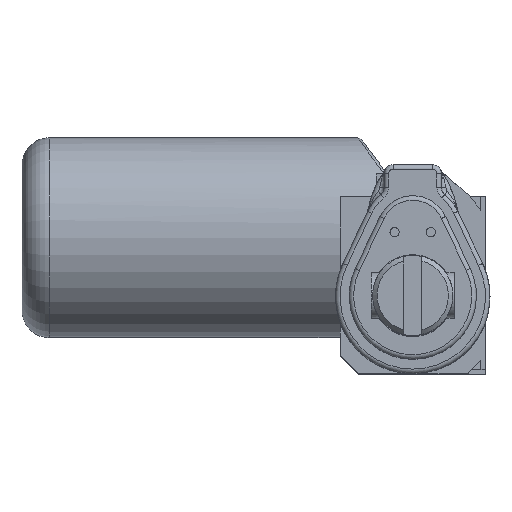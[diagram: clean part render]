
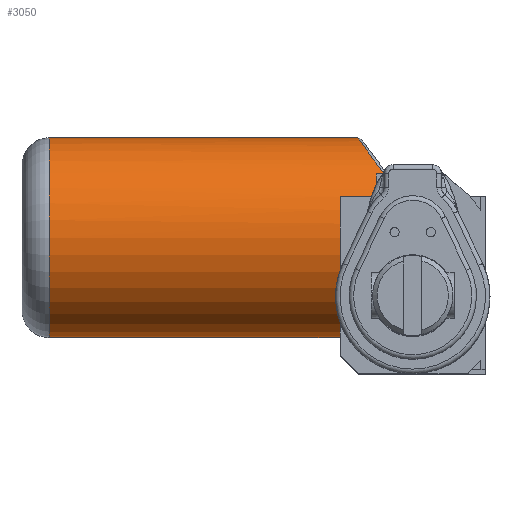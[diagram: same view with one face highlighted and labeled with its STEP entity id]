
A CAD part, top view. The second image highlights one B-rep face of the part: STEP entity #3050.
In plain terms, the highlighted cylindrical face has radius 34.925 mm (diameter 69.85 mm), a full revolution.
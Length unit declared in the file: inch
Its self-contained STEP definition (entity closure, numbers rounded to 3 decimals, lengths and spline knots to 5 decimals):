
#17=ELLIPSE('',#3324,1.69104,1.375);
#20=ELLIPSE('',#3332,2.01764,1.375);
#85=B_SPLINE_CURVE_WITH_KNOTS('',3,(#5694,#5695,#5696,#5697,#5698),
 .UNSPECIFIED.,.F.,.F.,(4,1,4),(0.,0.13616,0.3177),
 .UNSPECIFIED.);
#89=B_SPLINE_CURVE_WITH_KNOTS('',3,(#5843,#5844,#5845,#5846,#5847,#5848),
 .UNSPECIFIED.,.F.,.F.,(4,2,4),(2.46011,2.55933,2.57602),
 .UNSPECIFIED.);
#186=CYLINDRICAL_SURFACE('',#3356,1.375);
#332=LINE('',#5819,#537);
#337=LINE('',#5837,#542);
#338=LINE('',#5840,#543);
#339=LINE('',#5842,#544);
#340=LINE('',#5849,#545);
#341=LINE('',#5850,#546);
#537=VECTOR('',#4026,0.03937);
#542=VECTOR('',#4043,1.375);
#543=VECTOR('',#4046,0.03937);
#544=VECTOR('',#4047,0.03937);
#545=VECTOR('',#4048,0.03937);
#546=VECTOR('',#4049,0.03937);
#742=FACE_OUTER_BOUND('',#946,.T.);
#946=EDGE_LOOP('',(#2472,#2473,#2474,#2475,#2476,#2477,#2478,#2479,#2480,
#2481,#2482,#2483,#2484,#2485,#2486,#2487,#2488));
#1111=CIRCLE('',#3322,1.375);
#1112=CIRCLE('',#3323,1.375);
#1125=CIRCLE('',#3347,1.375);
#1128=CIRCLE('',#3355,1.375);
#1129=CIRCLE('',#3357,1.375);
#1130=CIRCLE('',#3358,1.375);
#1354=VERTEX_POINT('',#5618);
#1355=VERTEX_POINT('',#5620);
#1356=VERTEX_POINT('',#5658);
#1357=VERTEX_POINT('',#5659);
#1360=VERTEX_POINT('',#5693);
#1367=VERTEX_POINT('',#5736);
#1368=VERTEX_POINT('',#5749);
#1378=VERTEX_POINT('',#5778);
#1381=VERTEX_POINT('',#5792);
#1391=VERTEX_POINT('',#5817);
#1393=VERTEX_POINT('',#5825);
#1394=VERTEX_POINT('',#5826);
#1398=VERTEX_POINT('',#5836);
#1399=VERTEX_POINT('',#5838);
#1400=VERTEX_POINT('',#5841);
#1724=EDGE_CURVE('',#1354,#1355,#1111,.T.);
#1725=EDGE_CURVE('',#1355,#1354,#1112,.T.);
#1726=EDGE_CURVE('',#1356,#1357,#17,.T.);
#1731=EDGE_CURVE('',#1360,#1356,#85,.T.);
#1739=EDGE_CURVE('',#1367,#1368,#20,.T.);
#1756=EDGE_CURVE('',#1381,#1378,#1125,.T.);
#1768=EDGE_CURVE('',#1381,#1391,#332,.T.);
#1771=EDGE_CURVE('',#1393,#1394,#1128,.T.);
#1776=EDGE_CURVE('',#1355,#1398,#337,.T.);
#1777=EDGE_CURVE('',#1399,#1398,#1129,.T.);
#1778=EDGE_CURVE('',#1394,#1399,#338,.T.);
#1779=EDGE_CURVE('',#1400,#1393,#339,.T.);
#1780=EDGE_CURVE('',#1357,#1400,#89,.T.);
#1781=EDGE_CURVE('',#1368,#1360,#340,.T.);
#1782=EDGE_CURVE('',#1378,#1367,#341,.T.);
#1783=EDGE_CURVE('',#1398,#1391,#1130,.T.);
#2472=ORIENTED_EDGE('',*,*,#1724,.F.);
#2473=ORIENTED_EDGE('',*,*,#1725,.F.);
#2474=ORIENTED_EDGE('',*,*,#1776,.T.);
#2475=ORIENTED_EDGE('',*,*,#1777,.F.);
#2476=ORIENTED_EDGE('',*,*,#1778,.F.);
#2477=ORIENTED_EDGE('',*,*,#1771,.F.);
#2478=ORIENTED_EDGE('',*,*,#1779,.F.);
#2479=ORIENTED_EDGE('',*,*,#1780,.F.);
#2480=ORIENTED_EDGE('',*,*,#1726,.F.);
#2481=ORIENTED_EDGE('',*,*,#1731,.F.);
#2482=ORIENTED_EDGE('',*,*,#1781,.F.);
#2483=ORIENTED_EDGE('',*,*,#1739,.F.);
#2484=ORIENTED_EDGE('',*,*,#1782,.F.);
#2485=ORIENTED_EDGE('',*,*,#1756,.F.);
#2486=ORIENTED_EDGE('',*,*,#1768,.T.);
#2487=ORIENTED_EDGE('',*,*,#1783,.F.);
#2488=ORIENTED_EDGE('',*,*,#1776,.F.);
#3050=ADVANCED_FACE('',(#742),#186,.T.);
#3322=AXIS2_PLACEMENT_3D('',#5621,#3947,#3948);
#3323=AXIS2_PLACEMENT_3D('',#5622,#3949,#3950);
#3324=AXIS2_PLACEMENT_3D('',#5660,#3951,#3952);
#3332=AXIS2_PLACEMENT_3D('',#5750,#3971,#3972);
#3347=AXIS2_PLACEMENT_3D('',#5794,#4007,#4008);
#3355=AXIS2_PLACEMENT_3D('',#5827,#4035,#4036);
#3356=AXIS2_PLACEMENT_3D('',#5835,#4041,#4042);
#3357=AXIS2_PLACEMENT_3D('',#5839,#4044,#4045);
#3358=AXIS2_PLACEMENT_3D('',#5851,#4050,#4051);
#3947=DIRECTION('center_axis',(-1.,0.,0.));
#3948=DIRECTION('ref_axis',(0.,0.,-1.));
#3949=DIRECTION('center_axis',(-1.,0.,0.));
#3950=DIRECTION('ref_axis',(0.,0.,-1.));
#3951=DIRECTION('center_axis',(0.813,0.582,0.));
#3952=DIRECTION('ref_axis',(-0.582,0.813,0.));
#3971=DIRECTION('center_axis',(0.681,0.732,0.));
#3972=DIRECTION('ref_axis',(-0.732,0.681,0.));
#4007=DIRECTION('center_axis',(1.,0.,0.));
#4008=DIRECTION('ref_axis',(0.,0.209,-0.978));
#4026=DIRECTION('',(-1.,0.,0.));
#4035=DIRECTION('center_axis',(1.,0.,0.));
#4036=DIRECTION('ref_axis',(0.,0.409,-0.912));
#4041=DIRECTION('center_axis',(-1.,0.,0.));
#4042=DIRECTION('ref_axis',(0.,0.,-1.));
#4043=DIRECTION('',(1.,0.,0.));
#4044=DIRECTION('center_axis',(1.,0.,0.));
#4045=DIRECTION('ref_axis',(0.,0.,-1.));
#4046=DIRECTION('',(-1.,0.,0.));
#4047=DIRECTION('',(-1.,0.,0.));
#4048=DIRECTION('',(-1.,0.,0.));
#4049=DIRECTION('',(-1.,0.,0.));
#4050=DIRECTION('center_axis',(1.,0.,0.));
#4051=DIRECTION('ref_axis',(0.,0.,-1.));
#5618=CARTESIAN_POINT('',(1.3532,0.14634,-6.02744));
#5620=CARTESIAN_POINT('',(1.3532,0.14634,-3.27744));
#5621=CARTESIAN_POINT('Origin',(1.3532,0.14634,-4.65244));
#5622=CARTESIAN_POINT('Origin',(1.3532,0.14634,-4.65244));
#5658=CARTESIAN_POINT('',(5.93445,1.04992,-5.68886));
#5659=CARTESIAN_POINT('',(5.93445,1.04992,-3.61601));
#5660=CARTESIAN_POINT('Origin',(6.58133,0.14634,-4.65244));
#5693=CARTESIAN_POINT('',(6.03445,0.99754,-5.7323));
#5694=CARTESIAN_POINT('Ctrl Pts',(6.03445,0.99754,-5.7323));
#5695=CARTESIAN_POINT('Ctrl Pts',(6.01658,0.99754,-5.7323));
#5696=CARTESIAN_POINT('Ctrl Pts',(5.97511,1.00747,-5.72457));
#5697=CARTESIAN_POINT('Ctrl Pts',(5.94618,1.03354,-5.70314));
#5698=CARTESIAN_POINT('Ctrl Pts',(5.93445,1.04992,-5.68886));
#5736=CARTESIAN_POINT('',(7.07695,0.70884,-5.90711));
#5749=CARTESIAN_POINT('',(6.76694,0.99754,-5.7323));
#5750=CARTESIAN_POINT('Origin',(7.681,0.14634,-4.65244));
#5778=CARTESIAN_POINT('',(7.2282,0.70884,-5.90711));
#5792=CARTESIAN_POINT('',(7.2282,0.14634,-6.02744));
#5794=CARTESIAN_POINT('Origin',(7.2282,0.14634,-4.65244));
#5817=CARTESIAN_POINT('',(5.3532,0.14634,-6.02744));
#5819=CARTESIAN_POINT('',(5.1657,0.14634,-6.02744));
#5825=CARTESIAN_POINT('',(5.8532,1.02134,-3.59178));
#5826=CARTESIAN_POINT('',(5.8532,0.70884,-3.39776));
#5827=CARTESIAN_POINT('Origin',(5.8532,0.14634,-4.65244));
#5835=CARTESIAN_POINT('Origin',(5.3532,0.14634,-4.65244));
#5836=CARTESIAN_POINT('',(5.3532,0.14634,-3.27744));
#5837=CARTESIAN_POINT('',(5.3532,0.14634,-3.27744));
#5838=CARTESIAN_POINT('',(5.3532,0.70884,-3.39776));
#5839=CARTESIAN_POINT('Origin',(5.3532,0.14634,-4.65244));
#5840=CARTESIAN_POINT('',(5.3532,0.70884,-3.39776));
#5841=CARTESIAN_POINT('',(5.96252,1.02134,-3.59178));
#5842=CARTESIAN_POINT('',(5.3532,1.02134,-3.59178));
#5843=CARTESIAN_POINT('Ctrl Pts',(5.93445,1.04992,-3.61601));
#5844=CARTESIAN_POINT('Ctrl Pts',(5.94086,1.04097,-3.6082));
#5845=CARTESIAN_POINT('Ctrl Pts',(5.94863,1.03245,-3.60099));
#5846=CARTESIAN_POINT('Ctrl Pts',(5.95932,1.02376,-3.59377));
#5847=CARTESIAN_POINT('Ctrl Pts',(5.9609,1.02253,-3.59276));
#5848=CARTESIAN_POINT('Ctrl Pts',(5.96252,1.02134,-3.59178));
#5849=CARTESIAN_POINT('',(5.3532,0.99754,-5.7323));
#5850=CARTESIAN_POINT('',(5.3532,0.70884,-5.90711));
#5851=CARTESIAN_POINT('Origin',(5.3532,0.14634,-4.65244));
